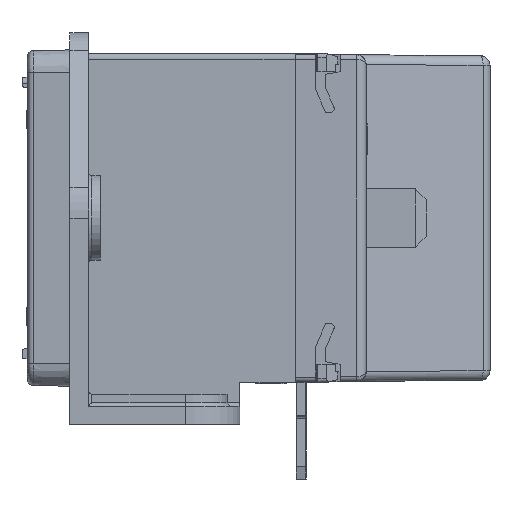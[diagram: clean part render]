
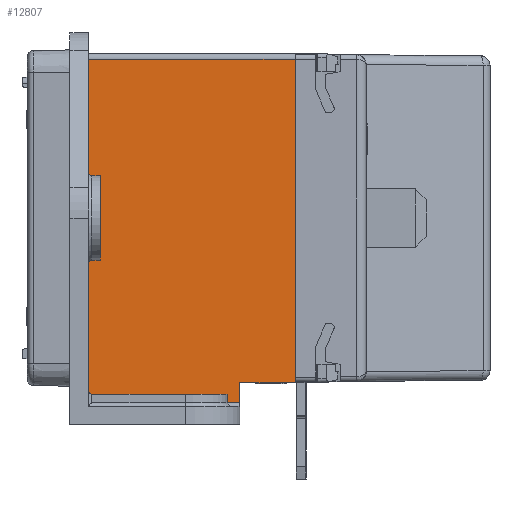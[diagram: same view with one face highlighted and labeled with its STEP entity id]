
A CAD part, left-side view. The second image highlights one B-rep face of the part: STEP entity #12807.
In plain terms, the highlighted planar face has unit normal (-1, 0, 0).
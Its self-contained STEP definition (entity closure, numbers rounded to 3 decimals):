
#12616=CARTESIAN_POINT('',(-23.3,8.,1.8));
#12617=VERTEX_POINT('',#12616);
#12633=CARTESIAN_POINT('',(-23.3,-4.5,1.8));
#12634=VERTEX_POINT('',#12633);
#12642=CARTESIAN_POINT('',(-23.3,8.,1.8));
#12643=DIRECTION('',(0.0,-1.0,0.0));
#12644=VECTOR('',#12643,12.5);
#12645=LINE('',#12642,#12644);
#12646=EDGE_CURVE('',#12617,#12634,#12645,.T.);
#12761=CARTESIAN_POINT('',(-23.3,-9.903,0.385));
#12762=DIRECTION('',(1.0,0.0,0.0));
#12763=DIRECTION('',(0.0,1.0,0.0));
#12764=AXIS2_PLACEMENT_3D('',#12761,#12762,#12763);
#12765=PLANE('',#12764);
#12766=CARTESIAN_POINT('',(-23.3,-4.5,3.45));
#12767=VERTEX_POINT('',#12766);
#12768=CARTESIAN_POINT('',(-23.3,-4.5,1.8));
#12769=DIRECTION('',(0.0,0.0,1.0));
#12770=VECTOR('',#12769,1.65);
#12771=LINE('',#12768,#12770);
#12772=EDGE_CURVE('',#12634,#12767,#12771,.T.);
#12773=ORIENTED_EDGE('',*,*,#12772,.T.);
#12774=CARTESIAN_POINT('',(-23.3,-9.05,3.45));
#12775=VERTEX_POINT('',#12774);
#12776=CARTESIAN_POINT('',(-23.3,-4.5,3.45));
#12777=DIRECTION('',(0.0,-1.0,0.0));
#12778=VECTOR('',#12777,4.55);
#12779=LINE('',#12776,#12778);
#12780=EDGE_CURVE('',#12767,#12775,#12779,.T.);
#12781=ORIENTED_EDGE('',*,*,#12780,.T.);
#12782=CARTESIAN_POINT('',(-23.3,-9.05,30.1));
#12783=VERTEX_POINT('',#12782);
#12784=CARTESIAN_POINT('',(-23.3,-9.05,30.1));
#12785=DIRECTION('',(0.0,0.0,-1.0));
#12786=VECTOR('',#12785,26.65);
#12787=LINE('',#12784,#12786);
#12788=EDGE_CURVE('',#12783,#12775,#12787,.T.);
#12789=ORIENTED_EDGE('',*,*,#12788,.F.);
#12790=CARTESIAN_POINT('',(-23.3,8.,30.1));
#12791=VERTEX_POINT('',#12790);
#12792=CARTESIAN_POINT('',(-23.3,8.,30.1));
#12793=DIRECTION('',(0.0,-1.0,0.0));
#12794=VECTOR('',#12793,17.05);
#12795=LINE('',#12792,#12794);
#12796=EDGE_CURVE('',#12791,#12783,#12795,.T.);
#12797=ORIENTED_EDGE('',*,*,#12796,.F.);
#12798=CARTESIAN_POINT('',(-23.3,8.,30.1));
#12799=DIRECTION('',(0.0,0.0,-1.0));
#12800=VECTOR('',#12799,28.3);
#12801=LINE('',#12798,#12800);
#12802=EDGE_CURVE('',#12791,#12617,#12801,.T.);
#12803=ORIENTED_EDGE('',*,*,#12802,.T.);
#12804=ORIENTED_EDGE('',*,*,#12646,.T.);
#12805=EDGE_LOOP('',(#12773,#12781,#12789,#12797,#12803,#12804));
#12806=FACE_OUTER_BOUND('',#12805,.T.);
#12807=ADVANCED_FACE('',(#12806),#12765,.F.);
